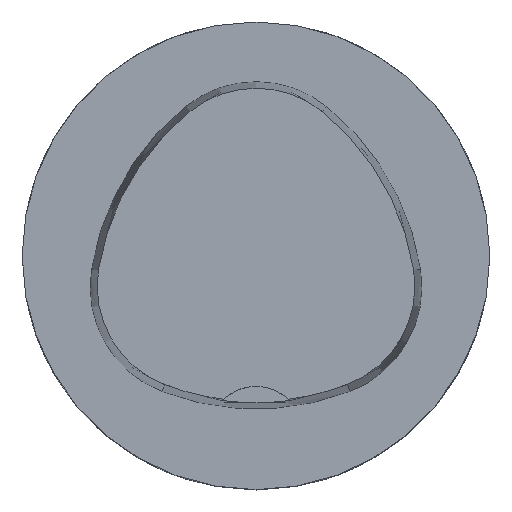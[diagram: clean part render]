
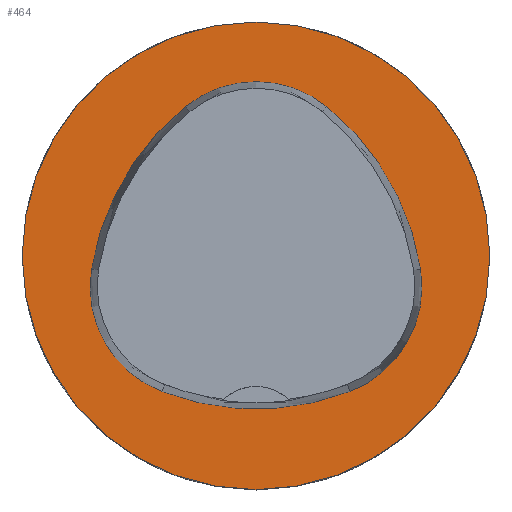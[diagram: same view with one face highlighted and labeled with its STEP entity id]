
A CAD part, top view. The second image highlights one B-rep face of the part: STEP entity #464.
In plain terms, the highlighted planar face has unit normal (0, 0, 1).
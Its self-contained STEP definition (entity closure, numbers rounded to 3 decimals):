
#230=PLANE('',#4685);
#347=FACE_BOUND('',#1005,.T.);
#348=FACE_BOUND('',#1006,.T.);
#464=ADVANCED_FACE('',(#347,#348),#230,.T.);
#1005=EDGE_LOOP('',(#2260,#2261,#2262,#2263,#2264,#2265));
#1006=EDGE_LOOP('',(#2266));
#1281=CIRCLE('',#4657,25.);
#1282=CIRCLE('',#4663,28.);
#1284=CIRCLE('',#4666,12.);
#1286=CIRCLE('',#4669,28.);
#1288=CIRCLE('',#4672,12.);
#1292=CIRCLE('',#4677,28.);
#1294=CIRCLE('',#4680,12.);
#2260=ORIENTED_EDGE('',*,*,#3895,.T.);
#2261=ORIENTED_EDGE('',*,*,#3875,.T.);
#2262=ORIENTED_EDGE('',*,*,#3879,.T.);
#2263=ORIENTED_EDGE('',*,*,#3882,.T.);
#2264=ORIENTED_EDGE('',*,*,#3885,.T.);
#2265=ORIENTED_EDGE('',*,*,#3893,.T.);
#2266=ORIENTED_EDGE('',*,*,#3866,.F.);
#3427=VERTEX_POINT('',#6874);
#3436=VERTEX_POINT('',#6893);
#3437=VERTEX_POINT('',#6894);
#3440=VERTEX_POINT('',#6902);
#3442=VERTEX_POINT('',#6908);
#3444=VERTEX_POINT('',#6914);
#3451=VERTEX_POINT('',#6935);
#3866=EDGE_CURVE('',#3427,#3427,#1281,.T.);
#3875=EDGE_CURVE('',#3436,#3437,#1282,.T.);
#3879=EDGE_CURVE('',#3437,#3440,#1284,.T.);
#3882=EDGE_CURVE('',#3440,#3442,#1286,.T.);
#3885=EDGE_CURVE('',#3442,#3444,#1288,.T.);
#3893=EDGE_CURVE('',#3444,#3451,#1292,.T.);
#3895=EDGE_CURVE('',#3451,#3436,#1294,.T.);
#4657=AXIS2_PLACEMENT_3D('',#6873,#5256,#5257);
#4663=AXIS2_PLACEMENT_3D('',#6892,#5272,#5273);
#4666=AXIS2_PLACEMENT_3D('',#6901,#5280,#5281);
#4669=AXIS2_PLACEMENT_3D('',#6907,#5287,#5288);
#4672=AXIS2_PLACEMENT_3D('',#6913,#5294,#5295);
#4677=AXIS2_PLACEMENT_3D('',#6936,#5306,#5307);
#4680=AXIS2_PLACEMENT_3D('',#6939,#5312,#5313);
#4685=AXIS2_PLACEMENT_3D('',#6944,#5322,#5323);
#5256=DIRECTION('',(0.,0.,-1.));
#5257=DIRECTION('',(-1.,0.,0.));
#5272=DIRECTION('',(0.,0.,-1.));
#5273=DIRECTION('',(-1.,0.,0.));
#5280=DIRECTION('',(0.,0.,-1.));
#5281=DIRECTION('',(-1.,0.,0.));
#5287=DIRECTION('',(0.,0.,-1.));
#5288=DIRECTION('',(-1.,0.,0.));
#5294=DIRECTION('',(0.,0.,-1.));
#5295=DIRECTION('',(-1.,0.,0.));
#5306=DIRECTION('',(0.,0.,-1.));
#5307=DIRECTION('',(-1.,0.,0.));
#5312=DIRECTION('',(0.,0.,-1.));
#5313=DIRECTION('',(-1.,0.,0.));
#5322=DIRECTION('',(0.,0.,1.));
#5323=DIRECTION('',(1.,0.,0.));
#6873=CARTESIAN_POINT('',(0.,0.,0.));
#6874=CARTESIAN_POINT('',(-25.,0.,0.));
#6892=CARTESIAN_POINT('',(10.068,-5.824,0.));
#6893=CARTESIAN_POINT('',(-17.584,-1.424,0.));
#6894=CARTESIAN_POINT('',(-7.531,15.953,0.));
#6901=CARTESIAN_POINT('',(0.011,6.62,0.));
#6902=CARTESIAN_POINT('',(7.567,15.942,0.));
#6907=CARTESIAN_POINT('',(-10.063,-5.81,0.));
#6908=CARTESIAN_POINT('',(17.59,-1.418,0.));
#6913=CARTESIAN_POINT('',(5.739,-3.3,0.));
#6914=CARTESIAN_POINT('',(10.05,-14.499,0.));
#6935=CARTESIAN_POINT('',(-10.025,-14.516,0.));
#6936=CARTESIAN_POINT('',(-0.01,11.631,0.));
#6939=CARTESIAN_POINT('',(-5.733,-3.31,0.));
#6944=CARTESIAN_POINT('',(0.,0.,0.));
